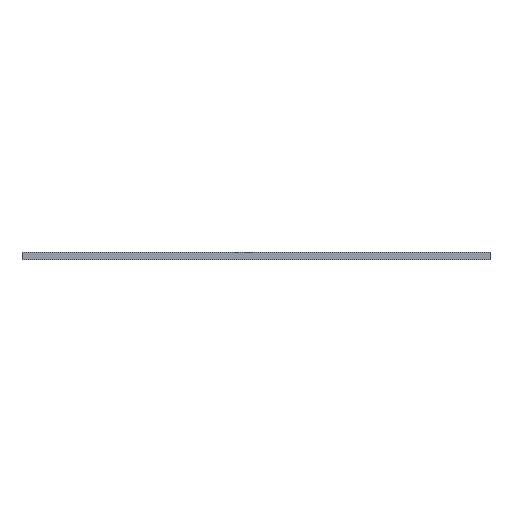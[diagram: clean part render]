
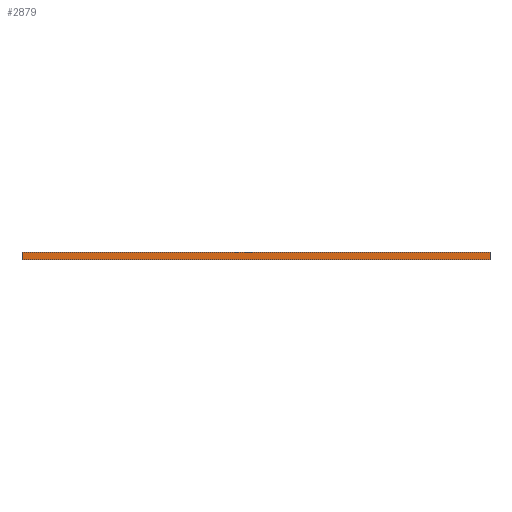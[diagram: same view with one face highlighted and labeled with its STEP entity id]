
A CAD part, front view. The second image highlights one B-rep face of the part: STEP entity #2879.
In plain terms, the highlighted planar face has unit normal (0, -1, 0).
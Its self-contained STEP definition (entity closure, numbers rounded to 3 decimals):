
#61 = EDGE_CURVE('',#62,#64,#66,.T.);
#62 = VERTEX_POINT('',#63);
#63 = CARTESIAN_POINT('',(-50.,-100.,0.));
#64 = VERTEX_POINT('',#65);
#65 = CARTESIAN_POINT('',(-50.,-100.,1.5));
#66 = LINE('',#67,#68);
#67 = CARTESIAN_POINT('',(-50.,-100.,0.));
#68 = VECTOR('',#69,1.);
#69 = DIRECTION('',(0.,0.,1.));
#94 = VERTEX_POINT('',#95);
#95 = CARTESIAN_POINT('',(50.,-100.,1.5));
#101 = EDGE_CURVE('',#102,#94,#104,.T.);
#102 = VERTEX_POINT('',#103);
#103 = CARTESIAN_POINT('',(50.,-100.,0.));
#104 = LINE('',#105,#106);
#105 = CARTESIAN_POINT('',(50.,-100.,0.));
#106 = VECTOR('',#107,1.);
#107 = DIRECTION('',(0.,0.,1.));
#125 = EDGE_CURVE('',#102,#62,#126,.T.);
#126 = LINE('',#127,#128);
#127 = CARTESIAN_POINT('',(50.,-100.,0.));
#128 = VECTOR('',#129,1.);
#129 = DIRECTION('',(-1.,0.,0.));
#1505 = EDGE_CURVE('',#94,#64,#1506,.T.);
#1506 = LINE('',#1507,#1508);
#1507 = CARTESIAN_POINT('',(50.,-100.,1.5));
#1508 = VECTOR('',#1509,1.);
#1509 = DIRECTION('',(-1.,0.,0.));
#2879 = ADVANCED_FACE('',(#2880),#2886,.T.);
#2880 = FACE_BOUND('',#2881,.T.);
#2881 = EDGE_LOOP('',(#2882,#2883,#2884,#2885));
#2882 = ORIENTED_EDGE('',*,*,#101,.T.);
#2883 = ORIENTED_EDGE('',*,*,#1505,.T.);
#2884 = ORIENTED_EDGE('',*,*,#61,.F.);
#2885 = ORIENTED_EDGE('',*,*,#125,.F.);
#2886 = PLANE('',#2887);
#2887 = AXIS2_PLACEMENT_3D('',#2888,#2889,#2890);
#2888 = CARTESIAN_POINT('',(50.,-100.,0.));
#2889 = DIRECTION('',(0.,-1.,0.));
#2890 = DIRECTION('',(-1.,0.,0.));
